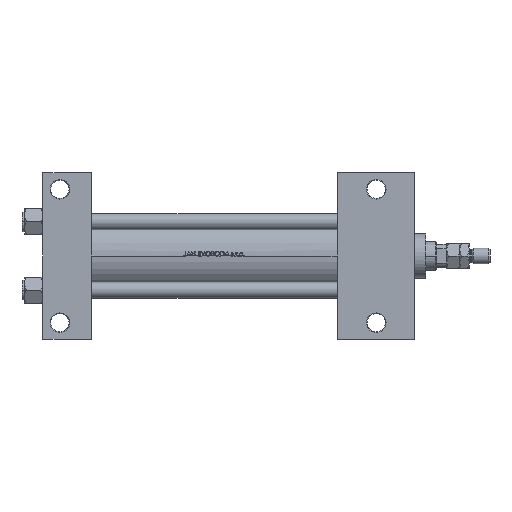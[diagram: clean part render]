
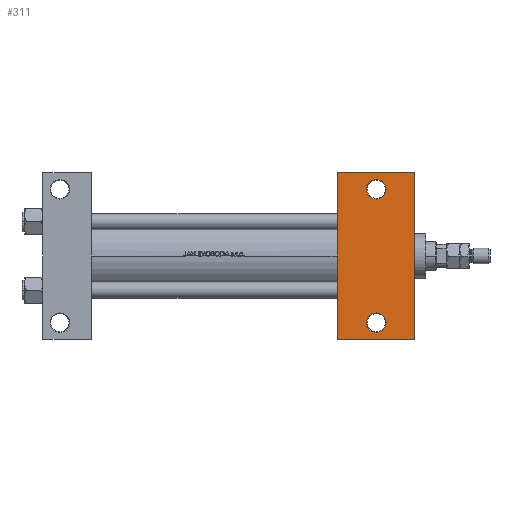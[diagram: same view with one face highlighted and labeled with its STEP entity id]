
A CAD part, front view. The second image highlights one B-rep face of the part: STEP entity #311.
In plain terms, the highlighted face is planar.
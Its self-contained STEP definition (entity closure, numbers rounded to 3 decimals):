
#311 = ADVANCED_FACE ( 'NONE', ( #49122, #21940, #37839 ), #18880, .T. ) ;
#367 = CIRCLE ( 'NONE', #28992, 7.5 ) ;
#545 = AXIS2_PLACEMENT_3D ( 'NONE', #14927, #34411, #49792 ) ;
#887 = VERTEX_POINT ( 'NONE', #44908 ) ;
#1089 = VERTEX_POINT ( 'NONE', #38995 ) ;
#3163 = EDGE_LOOP ( 'NONE', ( #26389, #34685, #9440, #36883 ) ) ;
#3424 = LINE ( 'NONE', #7494, #38411 ) ;
#4244 = EDGE_CURVE ( 'NONE', #11688, #14384, #40704, .T. ) ;
#5211 = CIRCLE ( 'NONE', #50224, 7.5 ) ;
#5218 = CARTESIAN_POINT ( 'NONE',  ( 262.5, 51., -37.5 ) ) ;
#6075 = EDGE_CURVE ( 'NONE', #13271, #24951, #45095, .T. ) ;
#6230 = CARTESIAN_POINT ( 'NONE',  ( 225., 37.5, -37.5 ) ) ;
#6317 = DIRECTION ( 'NONE',  ( 0., 0., -1. ) ) ;
#7494 = CARTESIAN_POINT ( 'NONE',  ( 284., 37.5, -37.5 ) ) ;
#9119 = CARTESIAN_POINT ( 'NONE',  ( 255., -51., -37.5 ) ) ;
#9440 = ORIENTED_EDGE ( 'NONE', *, *, #41641, .T. ) ;
#9567 = DIRECTION ( 'NONE',  ( 0., -1., 0. ) ) ;
#11688 = VERTEX_POINT ( 'NONE', #38500 ) ;
#13271 = VERTEX_POINT ( 'NONE', #40571 ) ;
#13609 = DIRECTION ( 'NONE',  ( 0., 0., 1. ) ) ;
#14384 = VERTEX_POINT ( 'NONE', #45856 ) ;
#14927 = CARTESIAN_POINT ( 'NONE',  ( 255., 51., -37.5 ) ) ;
#15389 = ORIENTED_EDGE ( 'NONE', *, *, #31979, .T. ) ;
#18880 = PLANE ( 'NONE',  #48613 ) ;
#19045 = EDGE_LOOP ( 'NONE', ( #22019, #25096 ) ) ;
#21160 = DIRECTION ( 'NONE',  ( 0., 0., 1. ) ) ;
#21763 = DIRECTION ( 'NONE',  ( 1., 0., 0. ) ) ;
#21940 = FACE_BOUND ( 'NONE', #19045, .T. ) ;
#22019 = ORIENTED_EDGE ( 'NONE', *, *, #24860, .T. ) ;
#22868 = DIRECTION ( 'NONE',  ( 0., -1., 0. ) ) ;
#22934 = CARTESIAN_POINT ( 'NONE',  ( 284., 63.5, -37.5 ) ) ;
#24242 = DIRECTION ( 'NONE',  ( 0., 0., 1. ) ) ;
#24860 = EDGE_CURVE ( 'NONE', #1089, #887, #367, .T. ) ;
#24951 = VERTEX_POINT ( 'NONE', #22934 ) ;
#25072 = CIRCLE ( 'NONE', #545, 7.5 ) ;
#25096 = ORIENTED_EDGE ( 'NONE', *, *, #31491, .T. ) ;
#25187 = EDGE_LOOP ( 'NONE', ( #40580, #15389 ) ) ;
#26040 = DIRECTION ( 'NONE',  ( -1., 0., 0. ) ) ;
#26373 = EDGE_CURVE ( 'NONE', #50208, #42298, #5211, .T. ) ;
#26389 = ORIENTED_EDGE ( 'NONE', *, *, #37829, .F. ) ;
#27849 = CARTESIAN_POINT ( 'NONE',  ( 255., -51., -37.5 ) ) ;
#28992 = AXIS2_PLACEMENT_3D ( 'NONE', #9119, #21160, #48577 ) ;
#29044 = LINE ( 'NONE', #6230, #35918 ) ;
#29133 = CIRCLE ( 'NONE', #48786, 7.5 ) ;
#29957 = VECTOR ( 'NONE', #48644, 1000. ) ;
#30025 = VECTOR ( 'NONE', #21763, 1000. ) ;
#31491 = EDGE_CURVE ( 'NONE', #887, #1089, #29133, .T. ) ;
#31979 = EDGE_CURVE ( 'NONE', #42298, #50208, #25072, .T. ) ;
#32533 = CARTESIAN_POINT ( 'NONE',  ( 225., 63.5, -37.5 ) ) ;
#33258 = CARTESIAN_POINT ( 'NONE',  ( 225., -63.5, -37.5 ) ) ;
#33437 = CARTESIAN_POINT ( 'NONE',  ( 247.5, 51., -37.5 ) ) ;
#34411 = DIRECTION ( 'NONE',  ( 0., 0., 1. ) ) ;
#34685 = ORIENTED_EDGE ( 'NONE', *, *, #6075, .T. ) ;
#35918 = VECTOR ( 'NONE', #9567, 1000. ) ;
#36883 = ORIENTED_EDGE ( 'NONE', *, *, #4244, .T. ) ;
#37829 = EDGE_CURVE ( 'NONE', #13271, #14384, #29044, .T. ) ;
#37839 = FACE_OUTER_BOUND ( 'NONE', #3163, .T. ) ;
#38359 = CARTESIAN_POINT ( 'NONE',  ( 284., 37.5, -37.5 ) ) ;
#38411 = VECTOR ( 'NONE', #22868, 1000. ) ;
#38500 = CARTESIAN_POINT ( 'NONE',  ( 284., -63.5, -37.5 ) ) ;
#38995 = CARTESIAN_POINT ( 'NONE',  ( 247.5, -51., -37.5 ) ) ;
#40571 = CARTESIAN_POINT ( 'NONE',  ( 225., 63.5, -37.5 ) ) ;
#40580 = ORIENTED_EDGE ( 'NONE', *, *, #26373, .T. ) ;
#40704 = LINE ( 'NONE', #33258, #29957 ) ;
#40781 = DIRECTION ( 'NONE',  ( -1., 0., 0. ) ) ;
#41641 = EDGE_CURVE ( 'NONE', #24951, #11688, #3424, .T. ) ;
#42298 = VERTEX_POINT ( 'NONE', #5218 ) ;
#44623 = CARTESIAN_POINT ( 'NONE',  ( 255., 51., -37.5 ) ) ;
#44908 = CARTESIAN_POINT ( 'NONE',  ( 262.5, -51., -37.5 ) ) ;
#45095 = LINE ( 'NONE', #32533, #30025 ) ;
#45856 = CARTESIAN_POINT ( 'NONE',  ( 225., -63.5, -37.5 ) ) ;
#47070 = DIRECTION ( 'NONE',  ( -1., 0., 0. ) ) ;
#48577 = DIRECTION ( 'NONE',  ( -1., 0., 0. ) ) ;
#48613 = AXIS2_PLACEMENT_3D ( 'NONE', #38359, #6317, #26040 ) ;
#48644 = DIRECTION ( 'NONE',  ( -1., 0., 0. ) ) ;
#48786 = AXIS2_PLACEMENT_3D ( 'NONE', #27849, #24242, #47070 ) ;
#49122 = FACE_BOUND ( 'NONE', #25187, .T. ) ;
#49792 = DIRECTION ( 'NONE',  ( -1., 0., 0. ) ) ;
#50208 = VERTEX_POINT ( 'NONE', #33437 ) ;
#50224 = AXIS2_PLACEMENT_3D ( 'NONE', #44623, #13609, #40781 ) ;
